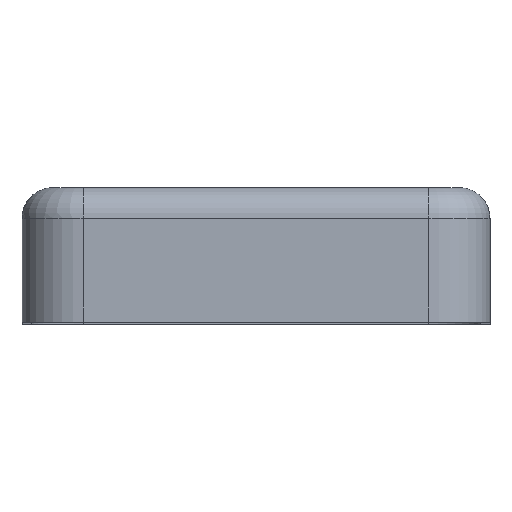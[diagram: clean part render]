
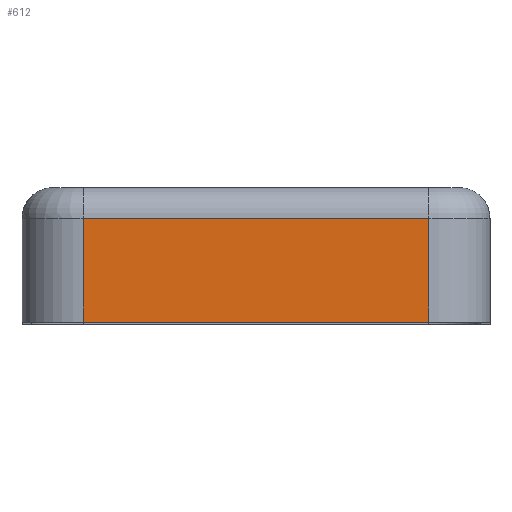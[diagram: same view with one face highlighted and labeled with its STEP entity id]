
A CAD part, top view. The second image highlights one B-rep face of the part: STEP entity #612.
In plain terms, the highlighted planar face has unit normal (0, 0, 1).
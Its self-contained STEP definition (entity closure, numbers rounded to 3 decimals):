
#11 = DIRECTION ( 'NONE',  ( 1., 0., 0. ) ) ;
#146 = CARTESIAN_POINT ( 'NONE',  ( -5.65, -4.4, 21.15 ) ) ;
#222 = ORIENTED_EDGE ( 'NONE', *, *, #2149, .T. ) ;
#248 = CARTESIAN_POINT ( 'NONE',  ( -5.65, -4.4, 21.15 ) ) ;
#296 = ORIENTED_EDGE ( 'NONE', *, *, #745, .T. ) ;
#612 = ADVANCED_FACE ( 'NONE', ( #1065 ), #2782, .T. ) ;
#625 = DIRECTION ( 'NONE',  ( 0., -1., 0. ) ) ;
#745 = EDGE_CURVE ( 'NONE', #1900, #1921, #967, .T. ) ;
#767 = DIRECTION ( 'NONE',  ( 0., 0., 1. ) ) ;
#772 = VECTOR ( 'NONE', #2204, 1000. ) ;
#808 = LINE ( 'NONE', #248, #1240 ) ;
#896 = CARTESIAN_POINT ( 'NONE',  ( -5.65, -1., 21.15 ) ) ;
#967 = LINE ( 'NONE', #2352, #1430 ) ;
#1048 = DIRECTION ( 'NONE',  ( 0., -1., 0. ) ) ;
#1065 = FACE_OUTER_BOUND ( 'NONE', #2018, .T. ) ;
#1240 = VECTOR ( 'NONE', #11, 1000. ) ;
#1306 = CARTESIAN_POINT ( 'NONE',  ( 5.65, -4.4, 21.15 ) ) ;
#1323 = ORIENTED_EDGE ( 'NONE', *, *, #2058, .F. ) ;
#1430 = VECTOR ( 'NONE', #1048, 1000. ) ;
#1512 = LINE ( 'NONE', #896, #772 ) ;
#1516 = EDGE_CURVE ( 'NONE', #1566, #2033, #2620, .T. ) ;
#1566 = VERTEX_POINT ( 'NONE', #1787 ) ;
#1690 = CARTESIAN_POINT ( 'NONE',  ( 5.65, 0., 21.15 ) ) ;
#1787 = CARTESIAN_POINT ( 'NONE',  ( 5.65, -1., 21.15 ) ) ;
#1898 = DIRECTION ( 'NONE',  ( 1., 0., 0. ) ) ;
#1900 = VERTEX_POINT ( 'NONE', #1924 ) ;
#1921 = VERTEX_POINT ( 'NONE', #146 ) ;
#1924 = CARTESIAN_POINT ( 'NONE',  ( -5.65, -1., 21.15 ) ) ;
#2018 = EDGE_LOOP ( 'NONE', ( #222, #2338, #1323, #296 ) ) ;
#2033 = VERTEX_POINT ( 'NONE', #1306 ) ;
#2058 = EDGE_CURVE ( 'NONE', #1900, #1566, #1512, .T. ) ;
#2141 = CARTESIAN_POINT ( 'NONE',  ( -5.65, 0., 21.15 ) ) ;
#2149 = EDGE_CURVE ( 'NONE', #1921, #2033, #808, .T. ) ;
#2204 = DIRECTION ( 'NONE',  ( 1., 0., 0. ) ) ;
#2318 = AXIS2_PLACEMENT_3D ( 'NONE', #2141, #767, #1898 ) ;
#2338 = ORIENTED_EDGE ( 'NONE', *, *, #1516, .F. ) ;
#2352 = CARTESIAN_POINT ( 'NONE',  ( -5.65, 0., 21.15 ) ) ;
#2620 = LINE ( 'NONE', #1690, #2751 ) ;
#2751 = VECTOR ( 'NONE', #625, 1000. ) ;
#2782 = PLANE ( 'NONE',  #2318 ) ;
